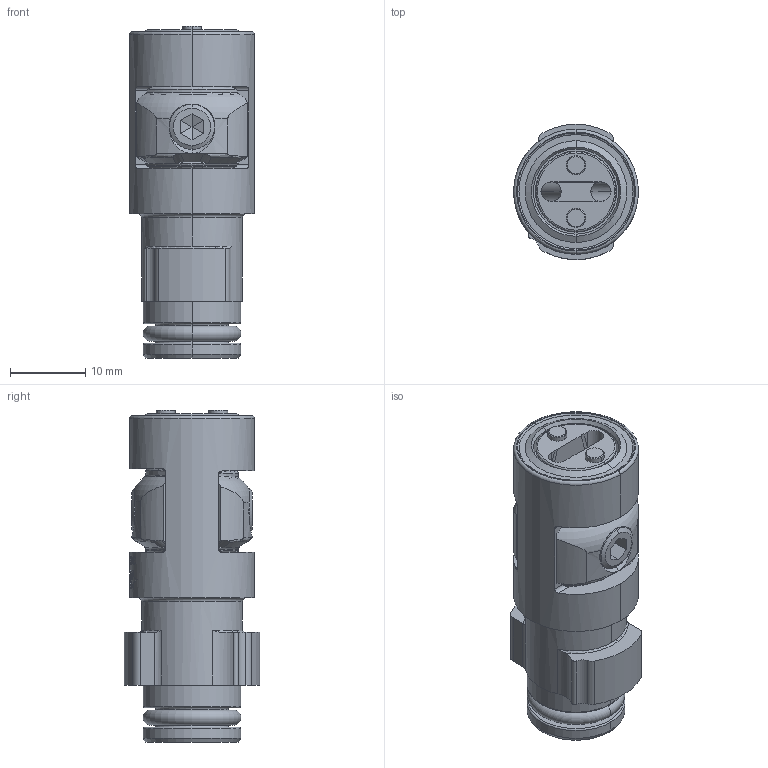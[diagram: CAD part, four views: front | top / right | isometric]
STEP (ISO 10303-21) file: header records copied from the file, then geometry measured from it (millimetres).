
FILE_DESCRIPTION((''),'2;1');
FILE_NAME('KS32-05-D-000-00-CD1','2012-08-13T',('moningerr'),(''),'PRO/ENGINEER BY PARAMETRIC TECHNOLOGY CORPORATION, 2009230','PRO/ENGINEER BY PARAMETRIC TECHNOLOGY CORPORATION, 2009230','');
FILE_SCHEMA(('AUTOMOTIVE_DESIGN_CC2 { 1 2 10303 214 -1 1 5 2 }'));
Length unit declared in the file: millimetre
Products named in the file (1): KS32-05-D-000-00-CD1
Bounding box: 16.6 x 18 x 44.1 mm (x, y, z)
Volume: 7197.4 mm3; surface area: 4703.9 mm2
Topology: 1 solids, 8 shells, 815 faces, 2213 edges, 1434 vertices
Faces by surface type: plane 564, cylinder 112, torus 70, cone 50, bspline 12, extrusion 7
Entity records: 34682 total; most frequent: CARTESIAN_POINT 8760, ORIENTED_EDGE 4426, DIRECTION 3318, PRESENTATION_STYLE_ASSIGNMENT 2228, STYLED_ITEM 2214, CURVE_STYLE 2213, EDGE_CURVE 2213, VERTEX_POINT 1434
